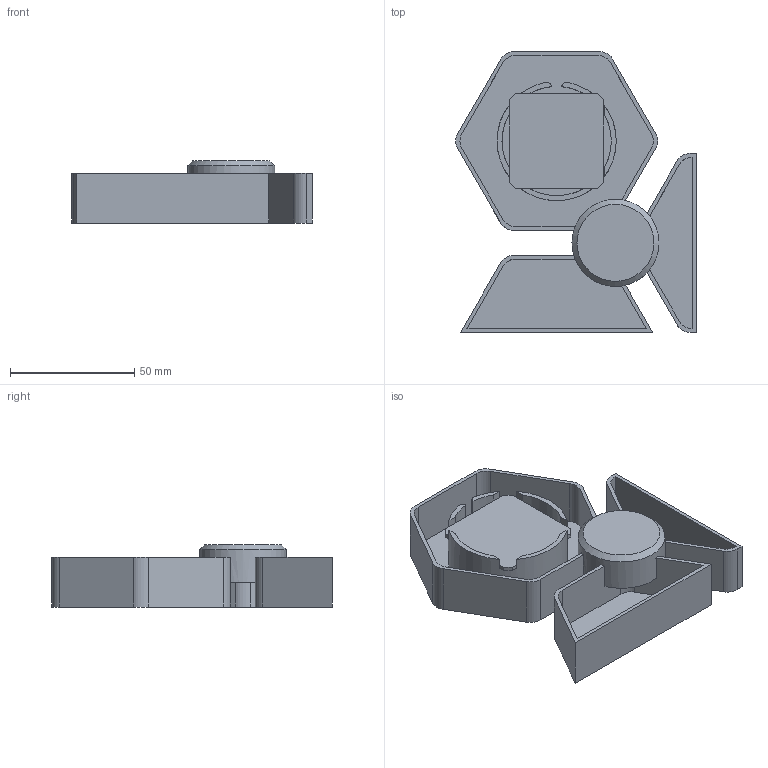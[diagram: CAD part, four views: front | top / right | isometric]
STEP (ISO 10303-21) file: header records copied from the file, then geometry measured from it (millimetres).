
FILE_DESCRIPTION(/* description */ (''),/* implementation_level */ '2;1');
FILE_NAME(/* name */ 'Hexagon led table.step',/* time_stamp */ '2024-02-17T22:36:40+03:00',/* author */ (''),/* organization */ (''),/* preprocessor_version */ 'ST-DEVELOPER v20',/* originating_system */ 'Autodesk Translation Framework v12.20.1.177',/* authorisation */ '');
FILE_SCHEMA (('AUTOMOTIVE_DESIGN { 1 0 10303 214 3 1 1 }'));
Length unit declared in the file: millimetre
Products named in the file (6): Hexagon led table; Base; Filling_1; Filling_2; Spacer; PCB
Assembly tree (5 placements, depth 2):
  Hexagon led table
    Base
    Filling_1
    Filling_2
    Spacer
    PCB
Bounding box: 96.87 x 113 x 25 mm (x, y, z)
Volume: 47997 mm3; surface area: 51211.2 mm2
Topology: 5 solids, 5 shells, 124 faces, 323 edges, 215 vertices
Faces by surface type: plane 88, cylinder 35, cone 1
Full cylindrical faces by diameter (mm): 30 x1, 32 x1, 35 x1
Entity records: 4021 total; most frequent: DIRECTION 692, CARTESIAN_POINT 673, ORIENTED_EDGE 646, EDGE_CURVE 323, AXIS2_PLACEMENT_3D 234, LINE 224, VECTOR 224, VERTEX_POINT 215
